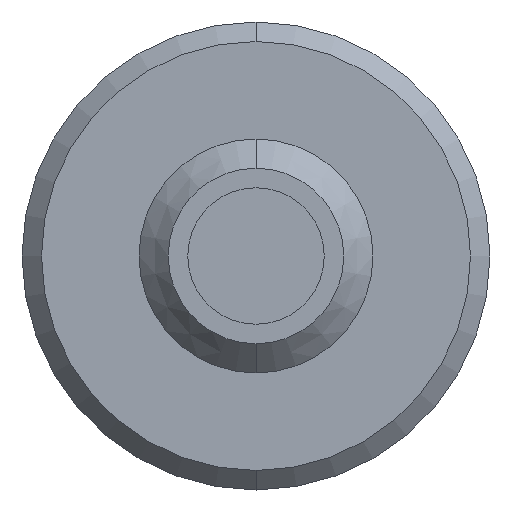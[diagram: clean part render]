
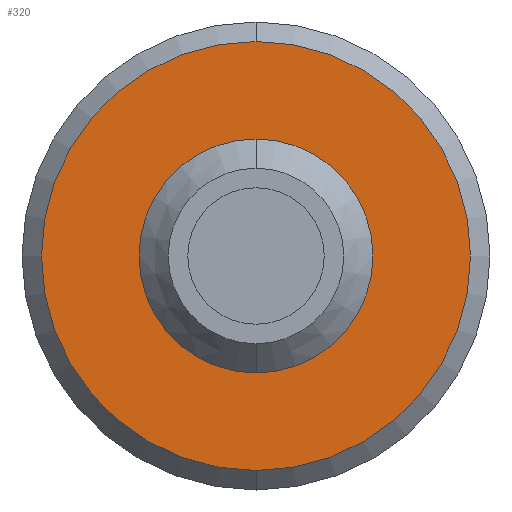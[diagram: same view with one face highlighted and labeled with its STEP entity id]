
A CAD part, front view. The second image highlights one B-rep face of the part: STEP entity #320.
In plain terms, the highlighted planar face has unit normal (0, -1, 0).
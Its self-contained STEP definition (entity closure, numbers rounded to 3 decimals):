
#7 = FACE_BOUND ( 'NONE', #585, .T. ) ;
#8 = DIRECTION ( 'NONE',  ( 0., 1., 0. ) ) ;
#18 = DIRECTION ( 'NONE',  ( 0., 1., 0. ) ) ;
#19 = DIRECTION ( 'NONE',  ( 0., 1., 0. ) ) ;
#61 = DIRECTION ( 'NONE',  ( 0., 1., 0. ) ) ;
#86 = DIRECTION ( 'NONE',  ( 0., 0., 1. ) ) ;
#113 = DIRECTION ( 'NONE',  ( 0., 1., 0. ) ) ;
#153 = PLANE ( 'NONE',  #861 ) ;
#163 = EDGE_CURVE ( 'NONE', #315, #928, #960, .T. ) ;
#308 = EDGE_CURVE ( 'NONE', #533, #339, #401, .T. ) ;
#313 = ORIENTED_EDGE ( 'NONE', *, *, #308, .F. ) ;
#315 = VERTEX_POINT ( 'NONE', #825 ) ;
#320 = ADVANCED_FACE ( 'NONE', ( #785, #7 ), #153, .F. ) ;
#339 = VERTEX_POINT ( 'NONE', #686 ) ;
#367 = ORIENTED_EDGE ( 'NONE', *, *, #529, .T. ) ;
#380 = EDGE_CURVE ( 'NONE', #339, #533, #707, .T. ) ;
#393 = DIRECTION ( 'NONE',  ( 0., 0., 1. ) ) ;
#401 = CIRCLE ( 'NONE', #698, 11. ) ;
#414 = CARTESIAN_POINT ( 'NONE',  ( 0., -28., 11. ) ) ;
#447 = AXIS2_PLACEMENT_3D ( 'NONE', #565, #113, #639 ) ;
#449 = DIRECTION ( 'NONE',  ( 0., 0., 1. ) ) ;
#452 = ORIENTED_EDGE ( 'NONE', *, *, #380, .F. ) ;
#528 = CARTESIAN_POINT ( 'NONE',  ( 0., -28., 0. ) ) ;
#529 = EDGE_CURVE ( 'NONE', #928, #315, #694, .T. ) ;
#533 = VERTEX_POINT ( 'NONE', #414 ) ;
#565 = CARTESIAN_POINT ( 'NONE',  ( 0., -28., 0. ) ) ;
#585 = EDGE_LOOP ( 'NONE', ( #367, #749 ) ) ;
#639 = DIRECTION ( 'NONE',  ( 0., 0., 1. ) ) ;
#665 = DIRECTION ( 'NONE',  ( 0., 0., 1. ) ) ;
#686 = CARTESIAN_POINT ( 'NONE',  ( 0., -28., -11. ) ) ;
#694 = CIRCLE ( 'NONE', #447, 6. ) ;
#696 = CARTESIAN_POINT ( 'NONE',  ( 0., -28., 0. ) ) ;
#698 = AXIS2_PLACEMENT_3D ( 'NONE', #985, #61, #665 ) ;
#707 = CIRCLE ( 'NONE', #913, 11. ) ;
#749 = ORIENTED_EDGE ( 'NONE', *, *, #163, .T. ) ;
#785 = FACE_OUTER_BOUND ( 'NONE', #978, .T. ) ;
#811 = CARTESIAN_POINT ( 'NONE',  ( 0., -28., 6. ) ) ;
#825 = CARTESIAN_POINT ( 'NONE',  ( 0., -28., -6. ) ) ;
#858 = CARTESIAN_POINT ( 'NONE',  ( 11., -28., 0. ) ) ;
#861 = AXIS2_PLACEMENT_3D ( 'NONE', #858, #18, #86 ) ;
#913 = AXIS2_PLACEMENT_3D ( 'NONE', #528, #8, #449 ) ;
#928 = VERTEX_POINT ( 'NONE', #811 ) ;
#933 = AXIS2_PLACEMENT_3D ( 'NONE', #696, #19, #393 ) ;
#960 = CIRCLE ( 'NONE', #933, 6. ) ;
#978 = EDGE_LOOP ( 'NONE', ( #313, #452 ) ) ;
#985 = CARTESIAN_POINT ( 'NONE',  ( 0., -28., 0. ) ) ;
